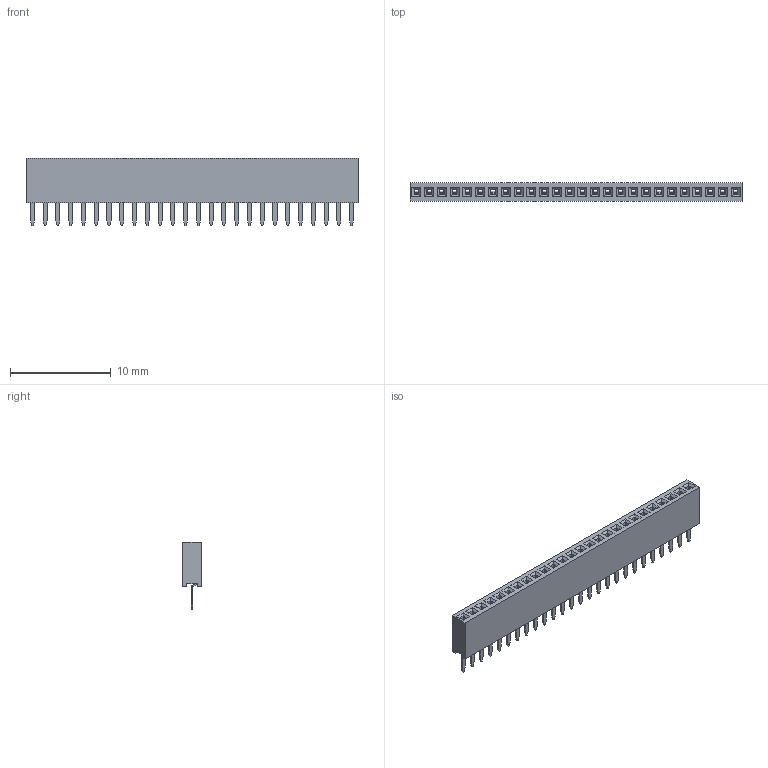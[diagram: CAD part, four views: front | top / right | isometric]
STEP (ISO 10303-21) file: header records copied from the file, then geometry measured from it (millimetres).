
FILE_DESCRIPTION(('STEP AP214'), '1');
FILE_NAME('PBS1.27', '', ('UNSPECIFIED'), ('UNSPECIFIED'), 'ASCON STEP Converter 1.6', 'ASCON Math Kernel', '');
FILE_SCHEMA(('AUTOMOTIVE_DESIGN { 1 0 10303 214 3 1 1}'));
Length unit declared in the file: millimetre
Bounding box: 33.02 x 1.8 x 6.7 mm (x, y, z)
Volume: 187.4 mm3; surface area: 1311.4 mm2
Topology: 27 solids, 27 shells, 1622 faces, 4288 edges, 2720 vertices
Faces by surface type: plane 1388, cylinder 234
Entity records: 62288 total; most frequent: CARTESIAN_POINT 8631, ORIENTED_EDGE 8576, DIRECTION 8002, EDGE_CURVE 4288, LINE 3820, VECTOR 3820, VERTEX_POINT 2720, AXIS2_PLACEMENT_3D 2091
